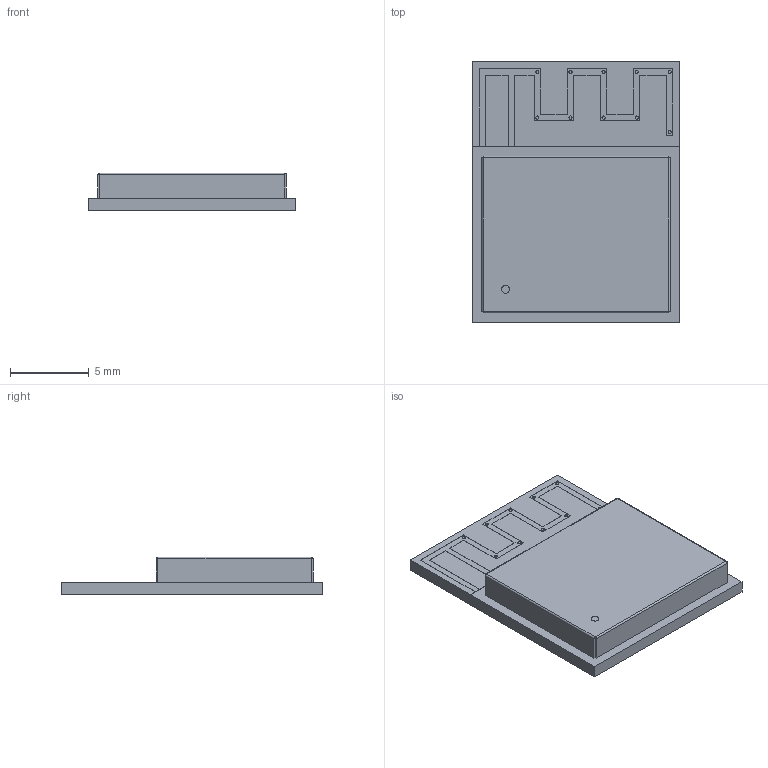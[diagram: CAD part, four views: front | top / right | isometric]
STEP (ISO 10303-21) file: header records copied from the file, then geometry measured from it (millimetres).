
FILE_DESCRIPTION(/* description */ ('STEP AP214'),/* implementation_level */ '2;1');
FILE_NAME(/* name */ 'ESP32-C3-MINI-1.stp',/* time_stamp */ '2024-03-01T19:46:26+04:00',/* author */ ('nik'),/* organization */ (''),/* preprocessor_version */ 'ST-DEVELOPER v19.2',/* originating_system */ 'Autodesk Inventor 2024',/* authorisation */ '');
FILE_SCHEMA (('AUTOMOTIVE_DESIGN { 1 0 10303 214 3 1 1 }'));
Length unit declared in the file: millimetre
Products named in the file (1): ESP32-C3-MINI-1-H4
Bounding box: 13.2 x 16.6 x 2.4 mm (x, y, z)
Volume: 365.4 mm3; surface area: 714.5 mm2
Topology: 67 solids, 67 shells, 883 faces, 1984 edges, 1320 vertices
Faces by surface type: plane 837, cylinder 46
Full cylindrical faces by diameter (mm): 0.2 x40, 0.5 x2
Entity records: 24719 total; most frequent: CARTESIAN_POINT 4188, ORIENTED_EDGE 3968, DIRECTION 3844, EDGE_CURVE 1984, LINE 1892, VECTOR 1892, VERTEX_POINT 1320, EDGE_LOOP 1008
